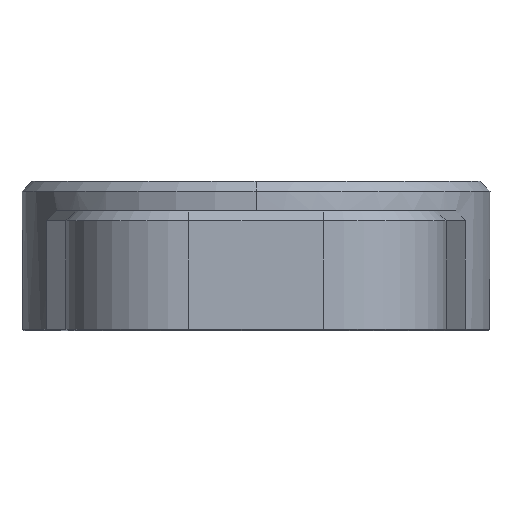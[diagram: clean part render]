
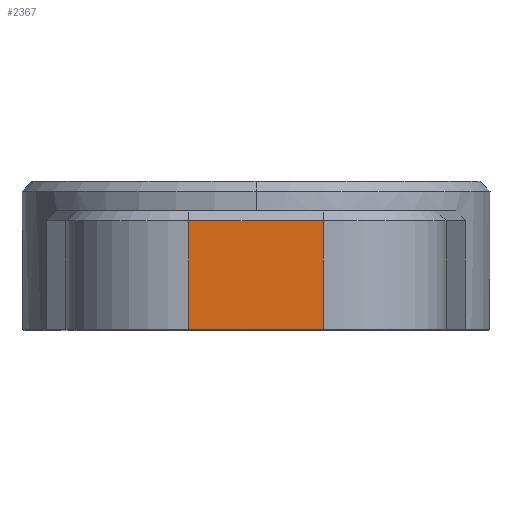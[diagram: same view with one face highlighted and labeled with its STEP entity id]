
A CAD part, left-side view. The second image highlights one B-rep face of the part: STEP entity #2367.
In plain terms, the highlighted planar face has unit normal (-1, 0, 0).
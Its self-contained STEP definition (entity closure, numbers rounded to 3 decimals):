
#579=CARTESIAN_POINT('Vertex',(-138.,13.64,-6.)) ;
#606=CARTESIAN_POINT('Line Origine',(-138.,0.,-6.)) ;
#610=CARTESIAN_POINT('Vertex',(-138.,-13.64,-6.)) ;
#2329=CARTESIAN_POINT('Vertex',(-138.,13.64,-28.05)) ;
#2332=CARTESIAN_POINT('Line Origine',(-138.,13.64,-16.15)) ;
#2344=CARTESIAN_POINT('Axis2P3D Location',(-138.,-13.64,0.)) ;
#2349=CARTESIAN_POINT('Line Origine',(-138.,0.,-28.05)) ;
#2353=CARTESIAN_POINT('Vertex',(-138.,-13.64,-28.05)) ;
#2356=CARTESIAN_POINT('Line Origine',(-138.,-13.64,-17.025)) ;
#607=DIRECTION('Vector Direction',(0.,1.,0.)) ;
#2333=DIRECTION('Vector Direction',(0.,0.,1.)) ;
#2345=DIRECTION('Axis2P3D Direction',(-1.,0.,0.)) ;
#2346=DIRECTION('Axis2P3D XDirection',(0.,1.,0.)) ;
#2350=DIRECTION('Vector Direction',(0.,-1.,0.)) ;
#2357=DIRECTION('Vector Direction',(0.,0.,1.)) ;
#2347=AXIS2_PLACEMENT_3D('Plane Axis2P3D',#2344,#2345,#2346) ;
#2362=ORIENTED_EDGE('',*,*,#2336,.T.) ;
#2363=ORIENTED_EDGE('',*,*,#2355,.T.) ;
#2364=ORIENTED_EDGE('',*,*,#2360,.F.) ;
#2365=ORIENTED_EDGE('',*,*,#612,.F.) ;
#608=VECTOR('Line Direction',#607,1.) ;
#2334=VECTOR('Line Direction',#2333,1.) ;
#2351=VECTOR('Line Direction',#2350,1.) ;
#2358=VECTOR('Line Direction',#2357,1.) ;
#2367=ADVANCED_FACE('Hauptk\X2\00F6\X0\rper',(#2366),#2348,.T.) ;
#612=EDGE_CURVE('',#580,#611,#609,.F.) ;
#2336=EDGE_CURVE('',#580,#2330,#2335,.F.) ;
#2355=EDGE_CURVE('',#2330,#2354,#2352,.T.) ;
#2360=EDGE_CURVE('',#611,#2354,#2359,.F.) ;
#2361=EDGE_LOOP('',(#2362,#2363,#2364,#2365)) ;
#2366=FACE_OUTER_BOUND('',#2361,.T.) ;
#609=LINE('Line',#606,#608) ;
#2335=LINE('Line',#2332,#2334) ;
#2352=LINE('Line',#2349,#2351) ;
#2359=LINE('Line',#2356,#2358) ;
#2348=PLANE('Plane',#2347) ;
#580=VERTEX_POINT('',#579) ;
#611=VERTEX_POINT('',#610) ;
#2330=VERTEX_POINT('',#2329) ;
#2354=VERTEX_POINT('',#2353) ;
